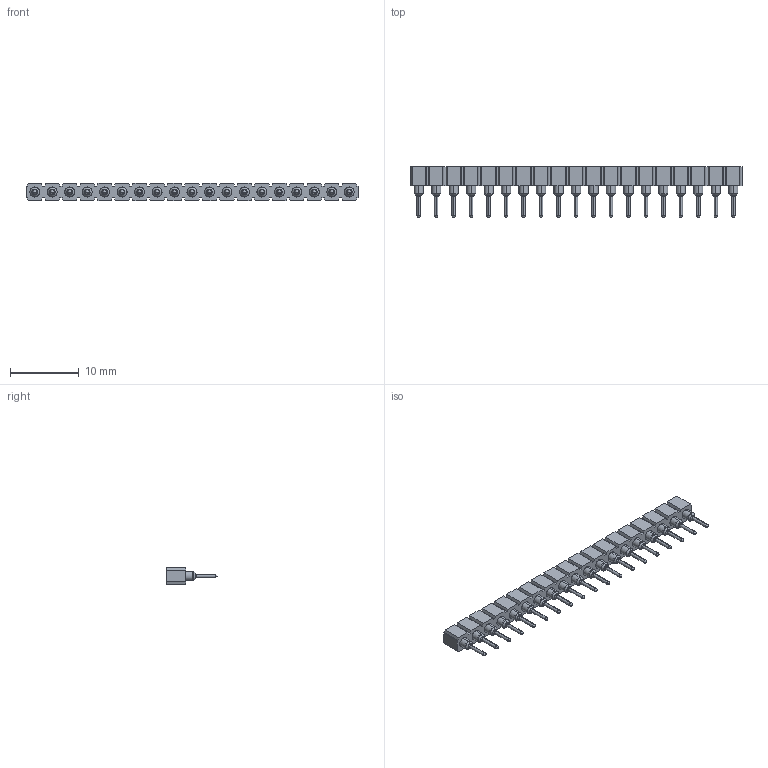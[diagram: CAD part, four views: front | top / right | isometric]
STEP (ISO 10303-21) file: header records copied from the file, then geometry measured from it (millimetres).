
FILE_DESCRIPTION (( 'STEP AP214' ), '1' );
FILE_NAME ('mill-max-310-13-119-41-001000.STEP', '2022-03-26T16:01:16', ( '' ), ( '' ), 'SwSTEP 2.0', 'SolidWorks 2021', '' );
FILE_SCHEMA (( 'AUTOMOTIVE_DESIGN' ));
Length unit declared in the file: inch
Products named in the file (3): mill-max-310-13-119-41-001000; P3XX-11-010-00-000000_P319-11-010-00-000000; 1001_1001-0-00-15-00-00-03-0
Assembly tree (20 placements, depth 2):
  mill-max-310-13-119-41-001000
    P3XX-11-010-00-000000_P319-11-010-00-000000
    1001_1001-0-00-15-00-00-03-0  x19
Bounding box: 48.26 x 7.37 x 2.54 mm (x, y, z)
Volume: 285.6 mm3; surface area: 1542.1 mm2
Topology: 20 solids, 20 shells, 747 faces, 1760 edges, 1072 vertices
Faces by surface type: cylinder 266, plane 253, cone 152, torus 38, sphere 38
Entity records: 9048 total; most frequent: CARTESIAN_POINT 1546, DIRECTION 1538, ORIENTED_EDGE 1496, EDGE_CURVE 748, VECTOR 562, LINE 562, VERTEX_POINT 496, AXIS2_PLACEMENT_3D 488
